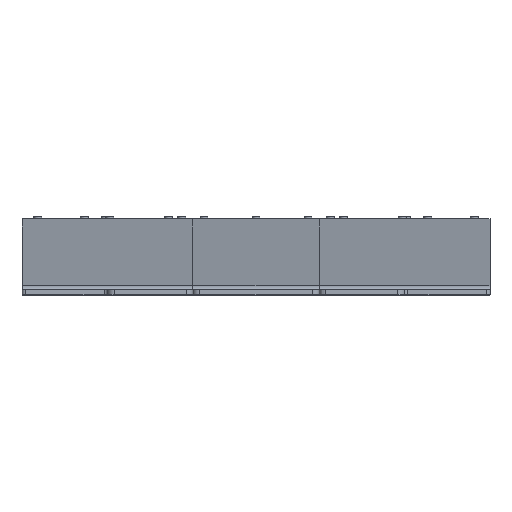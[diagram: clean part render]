
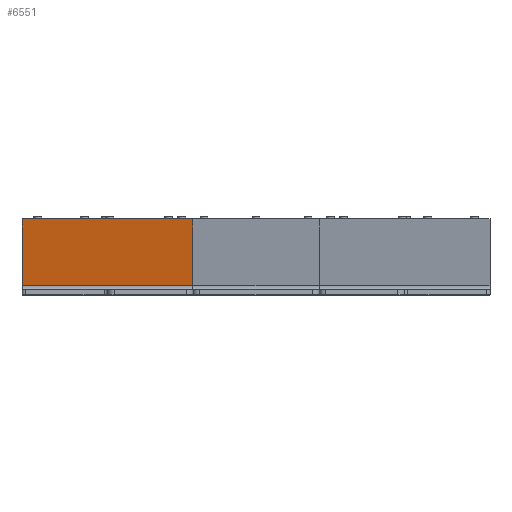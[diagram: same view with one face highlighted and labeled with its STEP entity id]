
A CAD part, left-side view. The second image highlights one B-rep face of the part: STEP entity #6551.
In plain terms, the highlighted planar face has unit normal (-0.985, 0, -0.174).
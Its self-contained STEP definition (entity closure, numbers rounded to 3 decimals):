
#506=PLANE('',#7096);
#696=FACE_OUTER_BOUND('',#1136,.T.);
#1136=EDGE_LOOP('',(#4710,#4711,#4712,#4713));
#1575=LINE('',#9710,#2017);
#1582=LINE('',#9729,#2024);
#1606=LINE('',#10310,#2048);
#1612=LINE('',#10327,#2054);
#2017=VECTOR('',#7870,10.);
#2024=VECTOR('',#7885,10.);
#2048=VECTOR('',#7989,10.);
#2054=VECTOR('',#8013,10.);
#2818=VERTEX_POINT('',#9707);
#2819=VERTEX_POINT('',#9709);
#2827=VERTEX_POINT('',#9727);
#2865=VERTEX_POINT('',#10309);
#3444=EDGE_CURVE('',#2818,#2819,#1575,.T.);
#3454=EDGE_CURVE('',#2827,#2818,#1582,.T.);
#3527=EDGE_CURVE('',#2819,#2865,#1606,.T.);
#3536=EDGE_CURVE('',#2865,#2827,#1612,.T.);
#4710=ORIENTED_EDGE('',*,*,#3454,.F.);
#4711=ORIENTED_EDGE('',*,*,#3536,.F.);
#4712=ORIENTED_EDGE('',*,*,#3527,.F.);
#4713=ORIENTED_EDGE('',*,*,#3444,.F.);
#6551=ADVANCED_FACE('',(#696),#506,.F.);
#7096=AXIS2_PLACEMENT_3D('',#10328,#8014,#8015);
#7870=DIRECTION('',(0.174,0.,-0.985));
#7885=DIRECTION('',(0.,-1.,0.));
#7989=DIRECTION('',(0.,1.,0.));
#8013=DIRECTION('',(-0.174,0.,0.985));
#8014=DIRECTION('center_axis',(0.985,0.,0.174));
#8015=DIRECTION('ref_axis',(0.174,0.,-0.985));
#9707=CARTESIAN_POINT('',(18.102,-153.,68.6));
#9709=CARTESIAN_POINT('',(28.766,-153.,8.121));
#9710=CARTESIAN_POINT('',(22.262,-153.,45.004));
#9727=CARTESIAN_POINT('',(18.102,1.25,68.6));
#9729=CARTESIAN_POINT('',(18.102,-156.238,68.6));
#10309=CARTESIAN_POINT('',(28.766,1.25,8.121));
#10310=CARTESIAN_POINT('',(28.766,-176.5,8.121));
#10327=CARTESIAN_POINT('',(22.638,1.25,42.877));
#10328=CARTESIAN_POINT('Origin',(20.5,-210.,55.));
